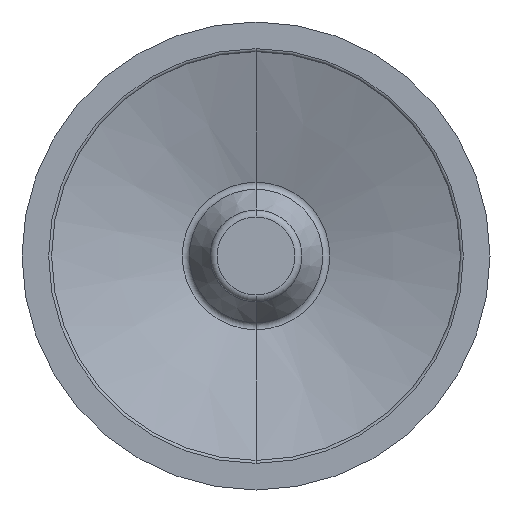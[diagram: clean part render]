
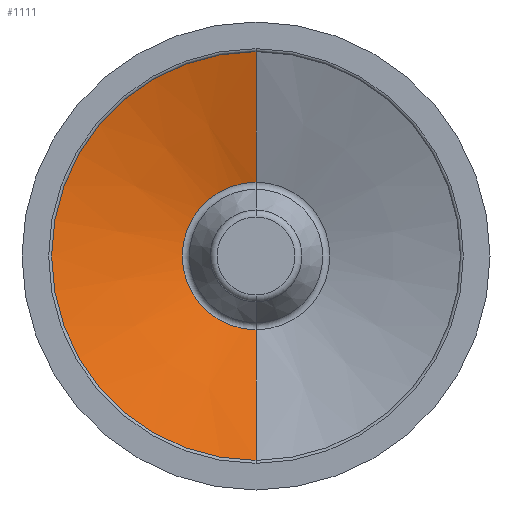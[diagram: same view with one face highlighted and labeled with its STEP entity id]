
A CAD part, front view. The second image highlights one B-rep face of the part: STEP entity #1111.
In plain terms, the highlighted conical face has half-angle 72 degrees and reference radius 34.5 mm.
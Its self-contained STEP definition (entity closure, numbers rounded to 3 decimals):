
#45 = ORIENTED_EDGE ( 'NONE', *, *, #1048, .T. ) ;
#59 = EDGE_LOOP ( 'NONE', ( #45, #257, #137, #254 ) ) ;
#137 = ORIENTED_EDGE ( 'NONE', *, *, #1028, .F. ) ;
#181 = VERTEX_POINT ( 'NONE', #1234 ) ;
#185 = VERTEX_POINT ( 'NONE', #1287 ) ;
#204 = LINE ( 'NONE', #1263, #413 ) ;
#205 = VERTEX_POINT ( 'NONE', #1463 ) ;
#251 = LINE ( 'NONE', #1356, #505 ) ;
#254 = ORIENTED_EDGE ( 'NONE', *, *, #1032, .F. ) ;
#257 = ORIENTED_EDGE ( 'NONE', *, *, #1005, .T. ) ;
#318 = FACE_OUTER_BOUND ( 'NONE', #59, .T. ) ;
#353 = CONICAL_SURFACE ( 'NONE', #354, 34.5, 1.257 ) ;
#354 = AXIS2_PLACEMENT_3D ( 'NONE', #1969, #1965, #1960 ) ;
#413 = VECTOR ( 'NONE', #1299, 1000. ) ;
#479 = AXIS2_PLACEMENT_3D ( 'NONE', #1245, #1286, #1395 ) ;
#482 = CIRCLE ( 'NONE', #479, 12.451 ) ;
#505 = VECTOR ( 'NONE', #1367, 1000. ) ;
#514 = AXIS2_PLACEMENT_3D ( 'NONE', #1228, #1447, #1232 ) ;
#532 = CIRCLE ( 'NONE', #514, 34.5 ) ;
#1005 = EDGE_CURVE ( 'NONE', #2165, #185, #204, .T. ) ;
#1028 = EDGE_CURVE ( 'NONE', #205, #185, #532, .T. ) ;
#1032 = EDGE_CURVE ( 'NONE', #181, #205, #251, .T. ) ;
#1048 = EDGE_CURVE ( 'NONE', #181, #2165, #482, .T. ) ;
#1111 = ADVANCED_FACE ( 'NONE', ( #318 ), #353, .F. ) ;
#1228 = CARTESIAN_POINT ( 'NONE',  ( 39.5, 5., 0. ) ) ;
#1232 = DIRECTION ( 'NONE',  ( 0., 0., 1. ) ) ;
#1234 = CARTESIAN_POINT ( 'NONE',  ( 39.5, 12.164, -12.451 ) ) ;
#1245 = CARTESIAN_POINT ( 'NONE',  ( 39.5, 12.164, 0. ) ) ;
#1263 = CARTESIAN_POINT ( 'NONE',  ( 39.5, 5., 34.5 ) ) ;
#1286 = DIRECTION ( 'NONE',  ( 0., 1., 0. ) ) ;
#1287 = CARTESIAN_POINT ( 'NONE',  ( 39.5, 5., 34.5 ) ) ;
#1299 = DIRECTION ( 'NONE',  ( 0., -0.309, 0.951 ) ) ;
#1356 = CARTESIAN_POINT ( 'NONE',  ( 39.5, 5., -34.5 ) ) ;
#1367 = DIRECTION ( 'NONE',  ( 0., -0.309, -0.951 ) ) ;
#1395 = DIRECTION ( 'NONE',  ( 0., 0., 1. ) ) ;
#1447 = DIRECTION ( 'NONE',  ( 0., 1., 0. ) ) ;
#1463 = CARTESIAN_POINT ( 'NONE',  ( 39.5, 5., -34.5 ) ) ;
#1812 = CARTESIAN_POINT ( 'NONE',  ( 39.5, 12.164, 12.451 ) ) ;
#1960 = DIRECTION ( 'NONE',  ( 0., 0., -1. ) ) ;
#1965 = DIRECTION ( 'NONE',  ( 0., -1., 0. ) ) ;
#1969 = CARTESIAN_POINT ( 'NONE',  ( 39.5, 5., 0. ) ) ;
#2165 = VERTEX_POINT ( 'NONE', #1812 ) ;
